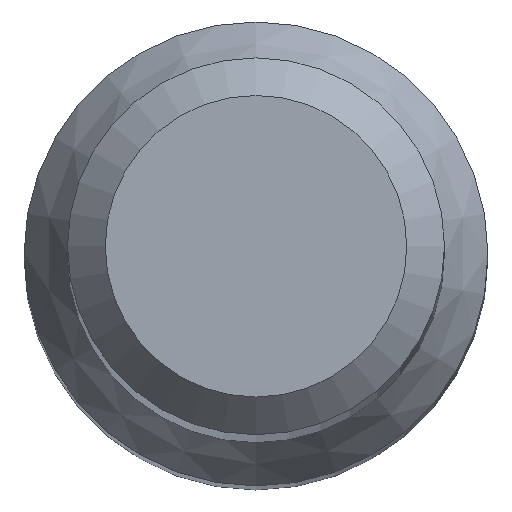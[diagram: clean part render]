
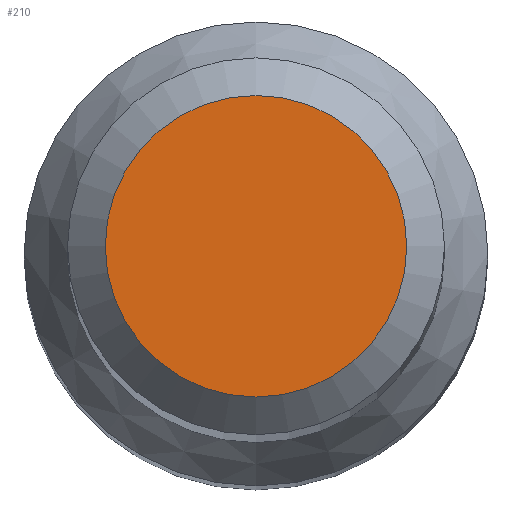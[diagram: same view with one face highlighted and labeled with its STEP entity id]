
A CAD part, top view. The second image highlights one B-rep face of the part: STEP entity #210.
In plain terms, the highlighted planar face has unit normal (0, 0, 1).
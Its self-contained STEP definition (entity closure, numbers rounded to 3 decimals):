
#11 = CARTESIAN_POINT ( 'NONE',  ( 0., 0., 63. ) ) ;
#17 = PLANE ( 'NONE',  #230 ) ;
#39 = CARTESIAN_POINT ( 'NONE',  ( 0., 0., 63. ) ) ;
#46 = CARTESIAN_POINT ( 'NONE',  ( 0., 1.4, 63. ) ) ;
#48 = CIRCLE ( 'NONE', #173, 1.4 ) ;
#62 = VERTEX_POINT ( 'NONE', #46 ) ;
#92 = EDGE_LOOP ( 'NONE', ( #221 ) ) ;
#93 = DIRECTION ( 'NONE',  ( 0., 0., -1. ) ) ;
#137 = DIRECTION ( 'NONE',  ( 0., 0., -1. ) ) ;
#173 = AXIS2_PLACEMENT_3D ( 'NONE', #11, #137, #207 ) ;
#184 = FACE_OUTER_BOUND ( 'NONE', #92, .T. ) ;
#207 = DIRECTION ( 'NONE',  ( 0., 1., 0. ) ) ;
#210 = ADVANCED_FACE ( 'NONE', ( #184 ), #17, .F. ) ;
#218 = EDGE_CURVE ( 'NONE', #62, #62, #48, .T. ) ;
#221 = ORIENTED_EDGE ( 'NONE', *, *, #218, .F. ) ;
#230 = AXIS2_PLACEMENT_3D ( 'NONE', #39, #93, #241 ) ;
#241 = DIRECTION ( 'NONE',  ( 0., 1., 0. ) ) ;
